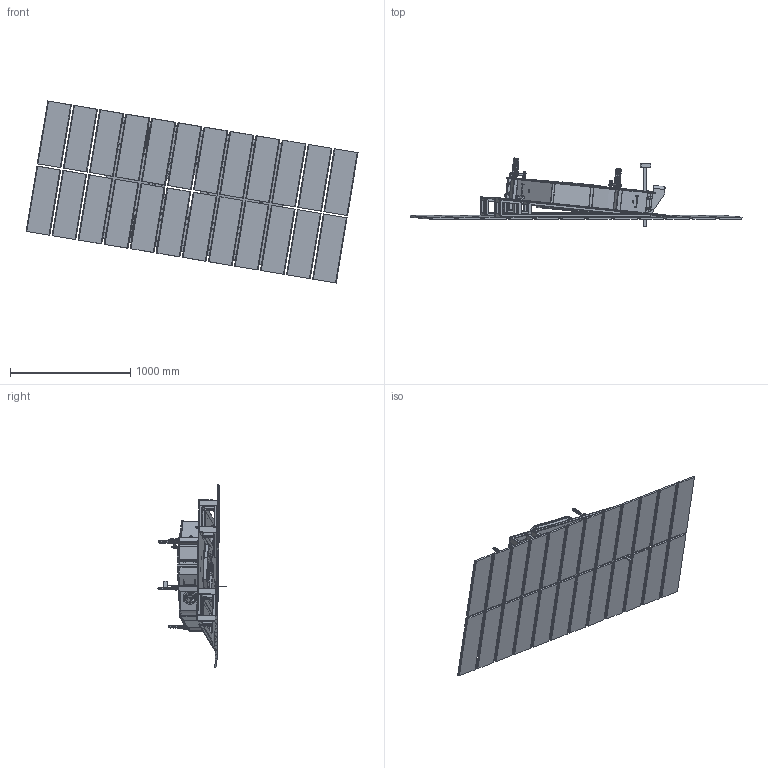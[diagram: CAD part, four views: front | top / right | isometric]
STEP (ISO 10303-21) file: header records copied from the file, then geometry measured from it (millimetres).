
FILE_DESCRIPTION(('FreeCAD Model'),'2;1');
FILE_NAME('Open CASCADE Shape Model','2025-05-09T08:10:06',('FreeCAD'),( 'FreeCAD'),'Open CASCADE STEP processor 7.6','FreeCAD','Unknown');
FILE_SCHEMA(('AUTOMOTIVE_DESIGN { 1 0 10303 214 1 1 1 1 }'));
Products named in the file (1): Open CASCADE STEP translator 7.6 1
Bounding box: 2765.64 x 567.65 x 1516.42 mm (x, y, z)
Volume: 83424593.8 mm3; surface area: 24891050.9 mm2
Topology: 191 solids, 191 shells, 5383 faces, 14199 edges, 9314 vertices
Faces by surface type: bspline 5383
Entity records: 167719 total; most frequent: CARTESIAN_POINT 84146, ORIENTED_EDGE 28354, EDGE_CURVE 14177, B_SPLINE_CURVE_WITH_KNOTS 10160, VERTEX_POINT 9278, FACE_BOUND 6089, EDGE_LOOP 6089, ADVANCED_FACE 5383
